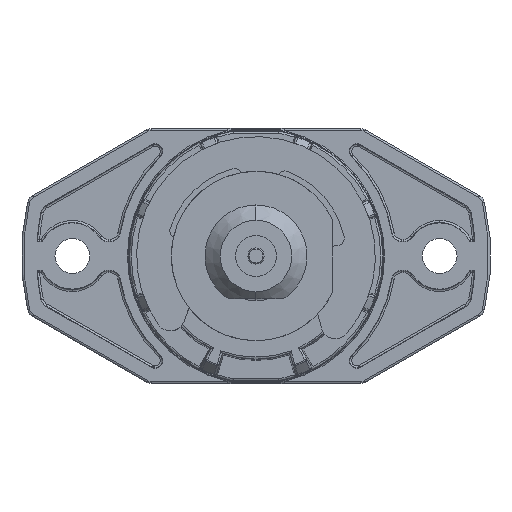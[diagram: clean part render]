
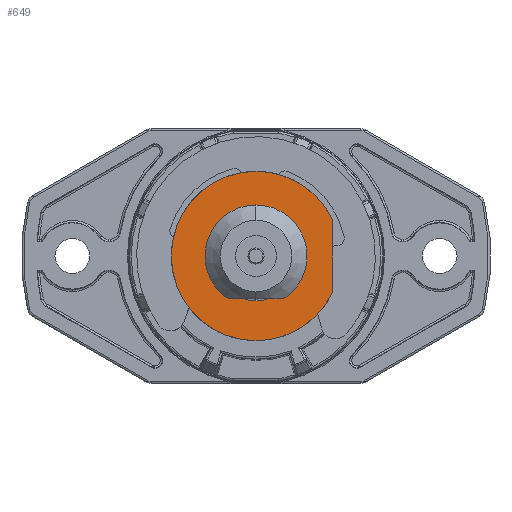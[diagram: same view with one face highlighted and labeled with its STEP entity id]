
A CAD part, front view. The second image highlights one B-rep face of the part: STEP entity #649.
In plain terms, the highlighted planar face has unit normal (0, -1, 0).
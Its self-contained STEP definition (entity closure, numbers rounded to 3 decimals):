
#649 = ADVANCED_FACE ( 'Defeature ausgef�hrt1_16', ( #25285, #89385 ), #33208, .F. ) ;
#3806 = ORIENTED_EDGE ( 'NONE', *, *, #74590, .F. ) ;
#4037 = DIRECTION ( 'NONE',  ( 0., 0., 1. ) ) ;
#5047 = VERTEX_POINT ( 'NONE', #69360 ) ;
#5922 = ORIENTED_EDGE ( 'NONE', *, *, #39853, .F. ) ;
#6046 = DIRECTION ( 'NONE',  ( 0., 0., -1. ) ) ;
#7400 = CARTESIAN_POINT ( 'NONE',  ( 0., -3.2, 0. ) ) ;
#7546 = EDGE_CURVE ( 'NONE', #88349, #86555, #33398, .T. ) ;
#11106 = CIRCLE ( 'NONE', #48318, 4.38 ) ;
#16708 = AXIS2_PLACEMENT_3D ( 'NONE', #59297, #93194, #51359 ) ;
#17331 = DIRECTION ( 'NONE',  ( 0., 0., -1. ) ) ;
#17980 = ORIENTED_EDGE ( 'NONE', *, *, #7546, .F. ) ;
#22782 = DIRECTION ( 'NONE',  ( 0., 0., -1. ) ) ;
#25285 = FACE_OUTER_BOUND ( 'NONE', #51225, .T. ) ;
#27736 = CARTESIAN_POINT ( 'NONE',  ( 7.5, -3.2, 10. ) ) ;
#28203 = VERTEX_POINT ( 'NONE', #86595 ) ;
#28894 = DIRECTION ( 'NONE',  ( 0., -1., 0. ) ) ;
#30258 = EDGE_CURVE ( 'NONE', #5047, #88349, #34923, .T. ) ;
#33208 = PLANE ( 'NONE',  #38041 ) ;
#33398 = CIRCLE ( 'NONE', #16708, 8.3 ) ;
#33804 = CIRCLE ( 'NONE', #91347, 8.3 ) ;
#34923 = CIRCLE ( 'NONE', #44845, 8.3 ) ;
#38041 = AXIS2_PLACEMENT_3D ( 'NONE', #63966, #40113, #17331 ) ;
#39657 = VERTEX_POINT ( 'NONE', #42608 ) ;
#39853 = EDGE_CURVE ( 'NONE', #28203, #5047, #93423, .T. ) ;
#40113 = DIRECTION ( 'NONE',  ( 0., 1., 0. ) ) ;
#40232 = DIRECTION ( 'NONE',  ( 0., 1., 0. ) ) ;
#42608 = CARTESIAN_POINT ( 'NONE',  ( 0., -3.2, 4.38 ) ) ;
#43252 = DIRECTION ( 'NONE',  ( 0., -1., 0. ) ) ;
#44845 = AXIS2_PLACEMENT_3D ( 'NONE', #7400, #40232, #22782 ) ;
#46050 = VERTEX_POINT ( 'NONE', #66658 ) ;
#48318 = AXIS2_PLACEMENT_3D ( 'NONE', #96813, #43252, #4037 ) ;
#48702 = EDGE_LOOP ( 'NONE', ( #85264, #72197 ) ) ;
#51225 = EDGE_LOOP ( 'NONE', ( #96693, #5922, #3806, #17980 ) ) ;
#51359 = DIRECTION ( 'NONE',  ( 0., 0., -1. ) ) ;
#54520 = AXIS2_PLACEMENT_3D ( 'NONE', #92477, #28894, #77101 ) ;
#59297 = CARTESIAN_POINT ( 'NONE',  ( 0., -3.2, 0. ) ) ;
#63663 = EDGE_CURVE ( 'NONE', #39657, #46050, #11106, .T. ) ;
#63966 = CARTESIAN_POINT ( 'NONE',  ( -8.3, -3.2, 0. ) ) ;
#66658 = CARTESIAN_POINT ( 'NONE',  ( 0., -3.2, -4.38 ) ) ;
#69360 = CARTESIAN_POINT ( 'NONE',  ( 7.5, -3.2, -3.555 ) ) ;
#69629 = CARTESIAN_POINT ( 'NONE',  ( 0., -3.2, 0. ) ) ;
#72197 = ORIENTED_EDGE ( 'NONE', *, *, #91889, .F. ) ;
#74590 = EDGE_CURVE ( 'NONE', #86555, #28203, #33804, .T. ) ;
#77043 = DIRECTION ( 'NONE',  ( 0., 1., 0. ) ) ;
#77101 = DIRECTION ( 'NONE',  ( 0., 0., 1. ) ) ;
#79764 = VECTOR ( 'NONE', #83904, 1000. ) ;
#83904 = DIRECTION ( 'NONE',  ( 0., 0., -1. ) ) ;
#85264 = ORIENTED_EDGE ( 'NONE', *, *, #63663, .F. ) ;
#86555 = VERTEX_POINT ( 'NONE', #103371 ) ;
#86595 = CARTESIAN_POINT ( 'NONE',  ( 7.5, -3.2, 3.555 ) ) ;
#88349 = VERTEX_POINT ( 'NONE', #91195 ) ;
#89385 = FACE_BOUND ( 'NONE', #48702, .T. ) ;
#89824 = CIRCLE ( 'NONE', #54520, 4.38 ) ;
#91195 = CARTESIAN_POINT ( 'NONE',  ( 0., -3.2, -8.3 ) ) ;
#91347 = AXIS2_PLACEMENT_3D ( 'NONE', #69629, #77043, #6046 ) ;
#91889 = EDGE_CURVE ( 'NONE', #46050, #39657, #89824, .T. ) ;
#92477 = CARTESIAN_POINT ( 'NONE',  ( 0., -3.2, 0. ) ) ;
#93194 = DIRECTION ( 'NONE',  ( 0., 1., 0. ) ) ;
#93423 = LINE ( 'NONE', #27736, #79764 ) ;
#96693 = ORIENTED_EDGE ( 'NONE', *, *, #30258, .F. ) ;
#96813 = CARTESIAN_POINT ( 'NONE',  ( 0., -3.2, 0. ) ) ;
#103371 = CARTESIAN_POINT ( 'NONE',  ( 0., -3.2, 8.3 ) ) ;
